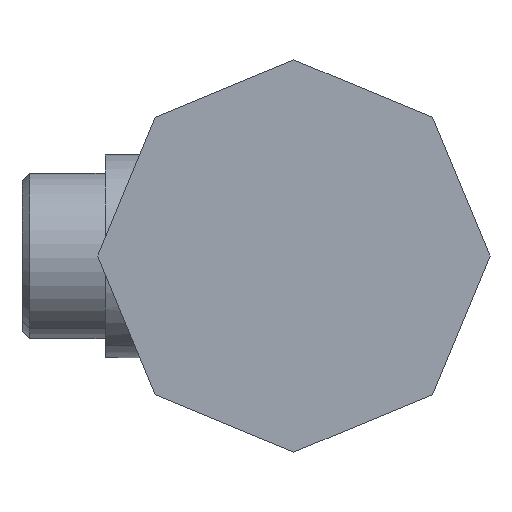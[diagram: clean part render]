
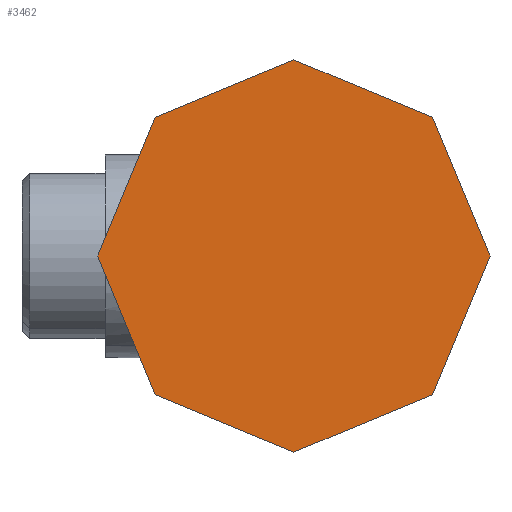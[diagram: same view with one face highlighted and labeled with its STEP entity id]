
A CAD part, front view. The second image highlights one B-rep face of the part: STEP entity #3462.
In plain terms, the highlighted planar face has unit normal (0, -1, 0).
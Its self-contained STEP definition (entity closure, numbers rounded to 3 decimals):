
#3180=CARTESIAN_POINT('Vertex',(0.,0.,-25.977)) ;
#3187=CARTESIAN_POINT('Vertex',(18.369,0.,-18.369)) ;
#3190=CARTESIAN_POINT('Line Origine',(9.184,0.,-22.173)) ;
#3212=CARTESIAN_POINT('Vertex',(25.977,0.,0.)) ;
#3215=CARTESIAN_POINT('Line Origine',(22.173,0.,-9.184)) ;
#3233=CARTESIAN_POINT('Line Origine',(-9.184,0.,-22.173)) ;
#3237=CARTESIAN_POINT('Vertex',(-18.369,0.,-18.369)) ;
#3262=CARTESIAN_POINT('Vertex',(-25.977,0.,0.)) ;
#3265=CARTESIAN_POINT('Line Origine',(-22.173,0.,-9.184)) ;
#3287=CARTESIAN_POINT('Vertex',(-18.369,0.,18.369)) ;
#3290=CARTESIAN_POINT('Line Origine',(-22.173,0.,9.184)) ;
#3312=CARTESIAN_POINT('Vertex',(0.,0.,25.977)) ;
#3315=CARTESIAN_POINT('Line Origine',(-9.184,0.,22.173)) ;
#3360=CARTESIAN_POINT('Vertex',(18.369,0.,18.369)) ;
#3363=CARTESIAN_POINT('Line Origine',(22.173,0.,9.184)) ;
#3381=CARTESIAN_POINT('Line Origine',(9.184,0.,22.173)) ;
#3447=CARTESIAN_POINT('Axis2P3D Location',(0.,0.,0.)) ;
#3191=DIRECTION('Vector Direction',(0.924,0.,0.383)) ;
#3216=DIRECTION('Vector Direction',(0.383,0.,0.924)) ;
#3234=DIRECTION('Vector Direction',(0.924,0.,-0.383)) ;
#3266=DIRECTION('Vector Direction',(0.383,0.,-0.924)) ;
#3291=DIRECTION('Vector Direction',(-0.383,0.,-0.924)) ;
#3316=DIRECTION('Vector Direction',(-0.924,0.,-0.383)) ;
#3364=DIRECTION('Vector Direction',(-0.383,0.,0.924)) ;
#3382=DIRECTION('Vector Direction',(-0.924,0.,0.383)) ;
#3448=DIRECTION('Axis2P3D Direction',(-0.,1.,0.)) ;
#3449=DIRECTION('Axis2P3D XDirection',(1.,0.,0.)) ;
#3450=AXIS2_PLACEMENT_3D('Plane Axis2P3D',#3447,#3448,#3449) ;
#3453=ORIENTED_EDGE('',*,*,#3239,.T.) ;
#3454=ORIENTED_EDGE('',*,*,#3194,.T.) ;
#3455=ORIENTED_EDGE('',*,*,#3219,.T.) ;
#3456=ORIENTED_EDGE('',*,*,#3367,.T.) ;
#3457=ORIENTED_EDGE('',*,*,#3385,.T.) ;
#3458=ORIENTED_EDGE('',*,*,#3319,.T.) ;
#3459=ORIENTED_EDGE('',*,*,#3294,.T.) ;
#3460=ORIENTED_EDGE('',*,*,#3269,.T.) ;
#3192=VECTOR('Line Direction',#3191,1.) ;
#3217=VECTOR('Line Direction',#3216,1.) ;
#3235=VECTOR('Line Direction',#3234,1.) ;
#3267=VECTOR('Line Direction',#3266,1.) ;
#3292=VECTOR('Line Direction',#3291,1.) ;
#3317=VECTOR('Line Direction',#3316,1.) ;
#3365=VECTOR('Line Direction',#3364,1.) ;
#3383=VECTOR('Line Direction',#3382,1.) ;
#3462=ADVANCED_FACE('PartBody',(#3461),#3451,.F.) ;
#3194=EDGE_CURVE('',#3181,#3188,#3193,.T.) ;
#3219=EDGE_CURVE('',#3188,#3213,#3218,.T.) ;
#3239=EDGE_CURVE('',#3238,#3181,#3236,.T.) ;
#3269=EDGE_CURVE('',#3263,#3238,#3268,.T.) ;
#3294=EDGE_CURVE('',#3288,#3263,#3293,.T.) ;
#3319=EDGE_CURVE('',#3313,#3288,#3318,.T.) ;
#3367=EDGE_CURVE('',#3213,#3361,#3366,.T.) ;
#3385=EDGE_CURVE('',#3361,#3313,#3384,.T.) ;
#3452=EDGE_LOOP('',(#3453,#3454,#3455,#3456,#3457,#3458,#3459,#3460)) ;
#3461=FACE_OUTER_BOUND('',#3452,.T.) ;
#3193=LINE('Line',#3190,#3192) ;
#3218=LINE('Line',#3215,#3217) ;
#3236=LINE('Line',#3233,#3235) ;
#3268=LINE('Line',#3265,#3267) ;
#3293=LINE('Line',#3290,#3292) ;
#3318=LINE('Line',#3315,#3317) ;
#3366=LINE('Line',#3363,#3365) ;
#3384=LINE('Line',#3381,#3383) ;
#3451=PLANE('',#3450) ;
#3181=VERTEX_POINT('',#3180) ;
#3188=VERTEX_POINT('',#3187) ;
#3213=VERTEX_POINT('',#3212) ;
#3238=VERTEX_POINT('',#3237) ;
#3263=VERTEX_POINT('',#3262) ;
#3288=VERTEX_POINT('',#3287) ;
#3313=VERTEX_POINT('',#3312) ;
#3361=VERTEX_POINT('',#3360) ;
